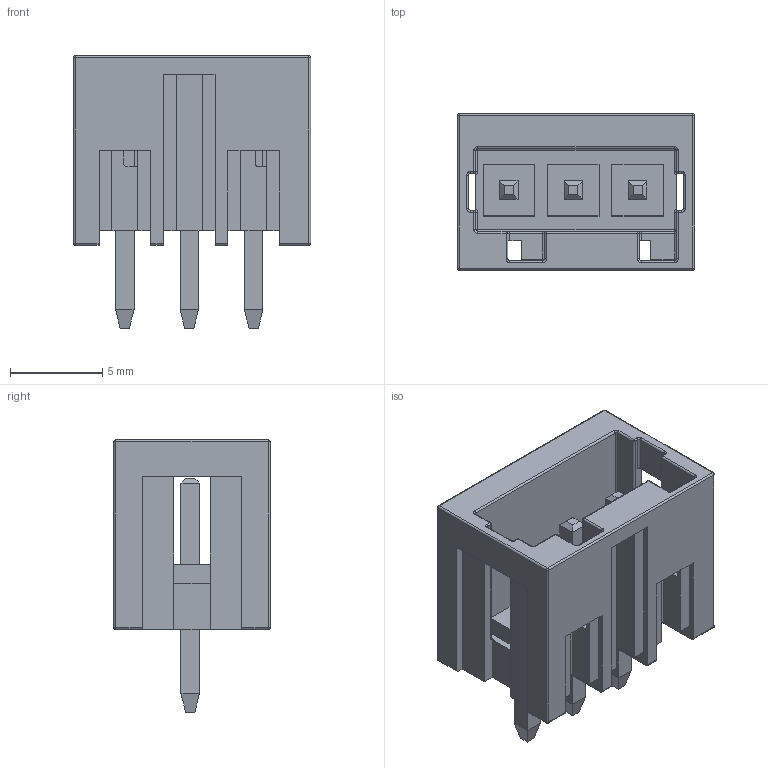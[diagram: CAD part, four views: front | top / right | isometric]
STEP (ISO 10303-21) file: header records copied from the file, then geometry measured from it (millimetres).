
FILE_DESCRIPTION(/* description */ ('model of Wago_734-133_1x03_P3.50mm_Vertical'),/* implementation_level */ '2;1');
FILE_NAME(/* name */ 'Wago_734-133_1x03_P3.50mm_Vertical.step',/* time_stamp */ '2020-11-11T11:48:05',/* author */ ('kicad StepUp','ksu'),/* organization */ ('FreeCAD'),/* preprocessor_version */ 'OCC',/* originating_system */ 'kicad StepUp',/* authorisation */ '');
FILE_SCHEMA(('AUTOMOTIVE_DESIGN { 1 0 10303 214 1 1 1 1 }'));
Length unit declared in the file: millimetre
Products named in the file (1): Wago_734_133_1x03_P350mm_Vertical
Bounding box: 12.9 x 8.5 x 14.8 mm (x, y, z)
Volume: 485.3 mm3; surface area: 1215.2 mm2
Topology: 1 solids, 1 shells, 254 faces, 650 edges, 379 vertices
Faces by surface type: plane 143, cylinder 71, sphere 21, torus 19
Entity records: 9333 total; most frequent: CARTESIAN_POINT 1439, DIRECTION 1292, ORIENTED_EDGE 1258, EDGE_CURVE 629, LINE 460, VECTOR 460, AXIS2_PLACEMENT_3D 416, VERTEX_POINT 379
